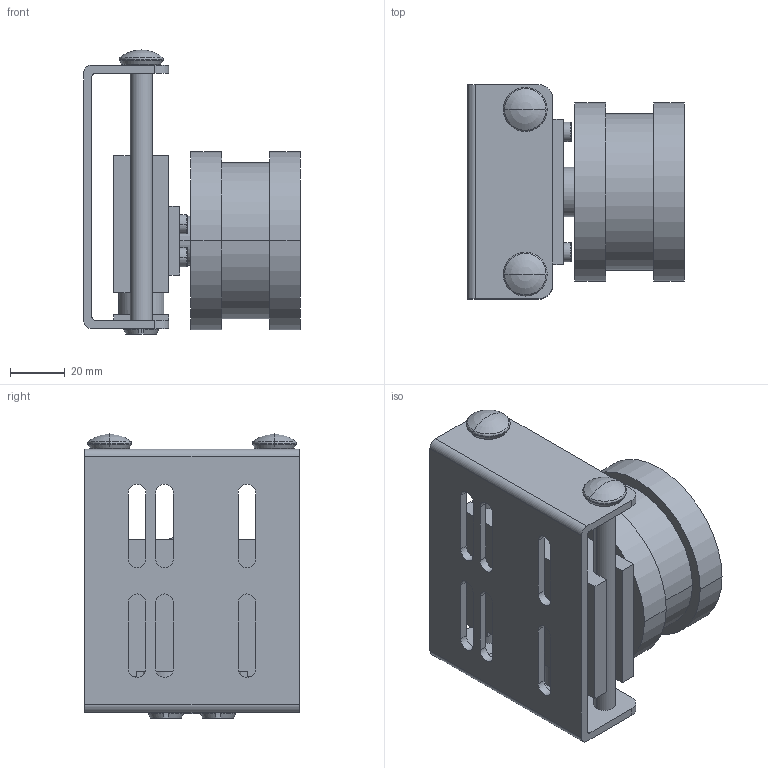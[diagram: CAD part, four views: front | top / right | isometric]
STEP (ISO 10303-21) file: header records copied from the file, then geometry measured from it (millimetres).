
FILE_DESCRIPTION(('STEP AP214'),'1');
FILE_NAME('cctmp_4AEBCDA3-3879-47FB-B504-AF68806877EF_2023_7_12_10_50_47_186..stp','2023-07-12T08:50:47',('Murtfeldt Kunststoffe GmbH & Co.KG'),('CADClick - www.CADClick.com'),'Spatial InterOp 3D',' ','unknown authorization');
FILE_SCHEMA(('AUTOMOTIVE_DESIGN'));
Length unit declared in the file: millimetre
Products named in the file (1): 1
Bounding box: 79 x 78 x 103.5 mm (x, y, z)
Volume: 201288.1 mm3; surface area: 77160.2 mm2
Topology: 2 solids, 17 shells, 471 faces, 1142 edges, 729 vertices
Faces by surface type: plane 229, cylinder 152, cone 50, torus 36, sphere 4
Entity records: 17490 total; most frequent: DIRECTION 2488, CARTESIAN_POINT 2354, ORIENTED_EDGE 2240, EDGE_CURVE 1120, AXIS2_PLACEMENT_3D 911, VERTEX_POINT 729, LINE 666, VECTOR 666
